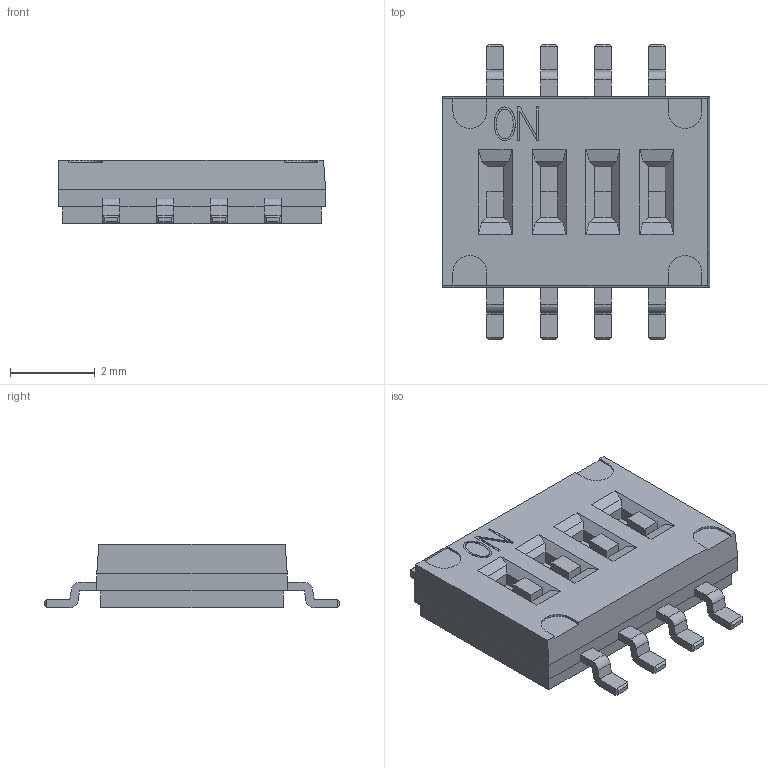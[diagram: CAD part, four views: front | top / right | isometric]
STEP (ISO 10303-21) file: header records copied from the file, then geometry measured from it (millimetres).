
FILE_DESCRIPTION(('FreeCAD Model'),'2;1');
FILE_NAME('Fusion.step', '2016-11-02T08:47:11',('Author'),(''), 'Open CASCADE STEP processor 6.8','FreeCAD','Unknown');
FILE_SCHEMA(('AUTOMOTIVE_DESIGN_CC2 { 1 2 10303 214 -1 1 5 4 }'));
Length unit declared in the file: millimetre
Products named in the file (2): ASSEMBLY; Fusion
Assembly tree (1 placements, depth 2):
  ASSEMBLY
    Fusion
Bounding box: 6.31 x 6.98 x 1.5 mm (x, y, z)
Volume: 41.5 mm3; surface area: 108.1 mm2
Topology: 1 solids, 1 shells, 258 faces, 654 edges, 410 vertices
Faces by surface type: plane 230, cylinder 24, bspline 4
Entity records: 20399 total; most frequent: CARTESIAN_POINT 5516, DIRECTION 2368, LINE 1738, VECTOR 1738, ORIENTED_EDGE 1308, PCURVE 1308, DEFINITIONAL_REPRESENTATION 1308, EDGE_CURVE 654
